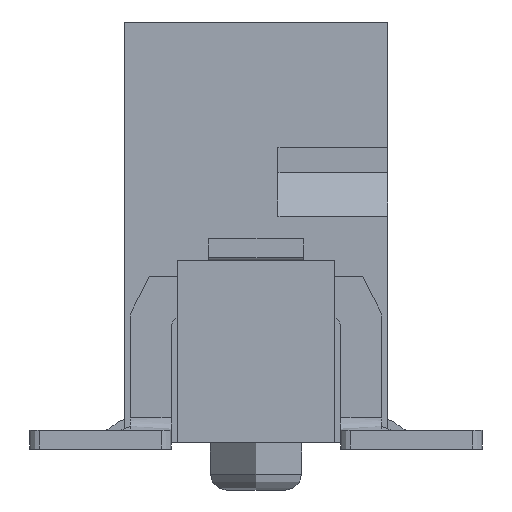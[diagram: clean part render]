
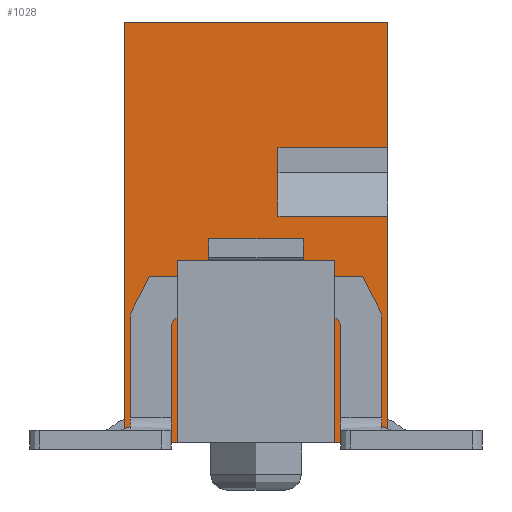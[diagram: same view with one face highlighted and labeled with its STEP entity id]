
A CAD part, left-side view. The second image highlights one B-rep face of the part: STEP entity #1028.
In plain terms, the highlighted planar face has unit normal (-1, 0, 0).
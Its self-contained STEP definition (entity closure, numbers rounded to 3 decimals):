
#252=CARTESIAN_POINT('',(-11.525,-2.1,3.61));
#253=VERTEX_POINT('',#252);
#270=CARTESIAN_POINT('',(-11.525,-0.35,3.61));
#271=VERTEX_POINT('',#270);
#278=CARTESIAN_POINT('',(-11.525,-0.35,3.61));
#279=DIRECTION('',(0.,-1.,0.));
#280=VECTOR('',#279,1.75);
#281=LINE('',#278,#280);
#282=EDGE_CURVE('',#271,#253,#281,.T.);
#292=CARTESIAN_POINT('',(-11.525,-0.35,4.7));
#293=VERTEX_POINT('',#292);
#294=CARTESIAN_POINT('',(-11.525,-0.35,4.7));
#295=DIRECTION('',(0.,0.,-1.));
#296=VECTOR('',#295,1.09);
#297=LINE('',#294,#296);
#298=EDGE_CURVE('',#293,#271,#297,.T.);
#325=CARTESIAN_POINT('',(-11.525,-2.1,4.7));
#326=VERTEX_POINT('',#325);
#333=CARTESIAN_POINT('',(-11.525,-2.1,4.7));
#334=DIRECTION('',(0.,1.,0.));
#335=VECTOR('',#334,1.75);
#336=LINE('',#333,#335);
#337=EDGE_CURVE('',#326,#293,#336,.T.);
#515=CARTESIAN_POINT('',(-11.525,0.7,1.));
#516=VERTEX_POINT('',#515);
#523=CARTESIAN_POINT('',(-11.525,0.75,1.));
#524=VERTEX_POINT('',#523);
#525=CARTESIAN_POINT('',(-11.525,0.7,1.));
#526=DIRECTION('',(0.,1.,0.));
#527=VECTOR('',#526,0.05);
#528=LINE('',#525,#527);
#529=EDGE_CURVE('',#516,#524,#528,.T.);
#545=CARTESIAN_POINT('',(-11.525,-0.75,1.));
#546=VERTEX_POINT('',#545);
#547=CARTESIAN_POINT('',(-11.525,-0.7,1.));
#548=VERTEX_POINT('',#547);
#549=CARTESIAN_POINT('',(-11.525,-0.75,1.));
#550=DIRECTION('',(0.,1.,0.));
#551=VECTOR('',#550,0.05);
#552=LINE('',#549,#551);
#553=EDGE_CURVE('',#546,#548,#552,.T.);
#617=CARTESIAN_POINT('',(-11.525,1.25,0.));
#618=VERTEX_POINT('',#617);
#636=CARTESIAN_POINT('',(-11.525,1.25,1.75));
#637=VERTEX_POINT('',#636);
#644=CARTESIAN_POINT('',(-11.525,1.25,1.75));
#645=DIRECTION('',(0.,0.,-1.));
#646=VECTOR('',#645,1.75);
#647=LINE('',#644,#646);
#648=EDGE_CURVE('',#637,#618,#647,.T.);
#658=CARTESIAN_POINT('',(-11.525,-1.25,0.));
#659=VERTEX_POINT('',#658);
#660=CARTESIAN_POINT('',(-11.525,-1.25,1.75));
#661=VERTEX_POINT('',#660);
#662=CARTESIAN_POINT('',(-11.525,-1.25,0.));
#663=DIRECTION('',(0.,0.,1.));
#664=VECTOR('',#663,1.75);
#665=LINE('',#662,#664);
#666=EDGE_CURVE('',#659,#661,#665,.T.);
#699=CARTESIAN_POINT('',(-11.525,0.9,1.9));
#700=VERTEX_POINT('',#699);
#701=CARTESIAN_POINT('',(-11.525,1.1,1.9));
#702=VERTEX_POINT('',#701);
#703=CARTESIAN_POINT('',(-11.525,0.9,1.9));
#704=DIRECTION('',(0.,1.,0.));
#705=VECTOR('',#704,0.2);
#706=LINE('',#703,#705);
#707=EDGE_CURVE('',#700,#702,#706,.T.);
#739=CARTESIAN_POINT('',(-11.525,-1.1,1.9));
#740=VERTEX_POINT('',#739);
#741=CARTESIAN_POINT('',(-11.525,-0.9,1.9));
#742=VERTEX_POINT('',#741);
#743=CARTESIAN_POINT('',(-11.525,-1.1,1.9));
#744=DIRECTION('',(0.,1.,0.));
#745=VECTOR('',#744,0.2);
#746=LINE('',#743,#745);
#747=EDGE_CURVE('',#740,#742,#746,.T.);
#780=CARTESIAN_POINT('',(-11.525,0.75,1.75));
#781=VERTEX_POINT('',#780);
#782=CARTESIAN_POINT('',(-11.525,0.75,1.));
#783=DIRECTION('',(0.,0.,1.));
#784=VECTOR('',#783,0.75);
#785=LINE('',#782,#784);
#786=EDGE_CURVE('',#524,#781,#785,.T.);
#818=CARTESIAN_POINT('',(-11.525,-0.75,1.75));
#819=VERTEX_POINT('',#818);
#826=CARTESIAN_POINT('',(-11.525,-0.75,1.75));
#827=DIRECTION('',(0.,0.,-1.));
#828=VECTOR('',#827,0.75);
#829=LINE('',#826,#828);
#830=EDGE_CURVE('',#819,#546,#829,.T.);
#842=CARTESIAN_POINT('',(-11.525,-1.25,1.75));
#843=DIRECTION('',(0.,0.707,0.707));
#844=VECTOR('',#843,0.212);
#845=LINE('',#842,#844);
#846=EDGE_CURVE('',#661,#740,#845,.T.);
#870=CARTESIAN_POINT('',(-11.525,-0.9,1.9));
#871=DIRECTION('',(0.,0.707,-0.707));
#872=VECTOR('',#871,0.212);
#873=LINE('',#870,#872);
#874=EDGE_CURVE('',#742,#819,#873,.T.);
#886=CARTESIAN_POINT('',(-11.525,0.75,1.75));
#887=DIRECTION('',(0.,0.707,0.707));
#888=VECTOR('',#887,0.212);
#889=LINE('',#886,#888);
#890=EDGE_CURVE('',#781,#700,#889,.T.);
#914=CARTESIAN_POINT('',(-11.525,1.1,1.9));
#915=DIRECTION('',(0.,0.707,-0.707));
#916=VECTOR('',#915,0.212);
#917=LINE('',#914,#916);
#918=EDGE_CURVE('',#702,#637,#917,.T.);
#924=CARTESIAN_POINT('',(-11.525,0.,3.35));
#925=DIRECTION('',(0.,-1.,0.));
#926=DIRECTION('',(-1.,0.,0.));
#927=AXIS2_PLACEMENT_3D('',#924,#926,#925);
#928=PLANE('',#927);
#929=ORIENTED_EDGE('',*,*,#553,.F.);
#930=ORIENTED_EDGE('',*,*,#830,.F.);
#931=ORIENTED_EDGE('',*,*,#874,.F.);
#932=ORIENTED_EDGE('',*,*,#747,.F.);
#933=ORIENTED_EDGE('',*,*,#846,.F.);
#934=ORIENTED_EDGE('',*,*,#666,.F.);
#935=CARTESIAN_POINT('',(-11.525,-2.1,0.));
#936=VERTEX_POINT('',#935);
#937=CARTESIAN_POINT('',(-11.525,-1.25,0.));
#938=DIRECTION('',(0.,-1.,0.));
#939=VECTOR('',#938,0.85);
#940=LINE('',#937,#939);
#941=EDGE_CURVE('',#659,#936,#940,.T.);
#942=ORIENTED_EDGE('',*,*,#941,.T.);
#943=CARTESIAN_POINT('',(-11.525,-2.1,0.));
#944=DIRECTION('',(0.,0.,1.));
#945=VECTOR('',#944,3.61);
#946=LINE('',#943,#945);
#947=EDGE_CURVE('',#936,#253,#946,.T.);
#948=ORIENTED_EDGE('',*,*,#947,.T.);
#949=ORIENTED_EDGE('',*,*,#282,.F.);
#950=ORIENTED_EDGE('',*,*,#298,.F.);
#951=ORIENTED_EDGE('',*,*,#337,.F.);
#952=CARTESIAN_POINT('',(-11.525,-2.1,6.7));
#953=VERTEX_POINT('',#952);
#954=CARTESIAN_POINT('',(-11.525,-2.1,4.7));
#955=DIRECTION('',(0.,0.,1.));
#956=VECTOR('',#955,2.);
#957=LINE('',#954,#956);
#958=EDGE_CURVE('',#326,#953,#957,.T.);
#959=ORIENTED_EDGE('',*,*,#958,.T.);
#960=CARTESIAN_POINT('',(-11.525,2.1,6.7));
#961=VERTEX_POINT('',#960);
#962=CARTESIAN_POINT('',(-11.525,-2.1,6.7));
#963=DIRECTION('',(0.,1.,0.));
#964=VECTOR('',#963,4.2);
#965=LINE('',#962,#964);
#966=EDGE_CURVE('',#953,#961,#965,.T.);
#967=ORIENTED_EDGE('',*,*,#966,.T.);
#968=CARTESIAN_POINT('',(-11.525,2.1,0.));
#969=VERTEX_POINT('',#968);
#970=CARTESIAN_POINT('',(-11.525,2.1,6.7));
#971=DIRECTION('',(0.,0.,-1.));
#972=VECTOR('',#971,6.7);
#973=LINE('',#970,#972);
#974=EDGE_CURVE('',#961,#969,#973,.T.);
#975=ORIENTED_EDGE('',*,*,#974,.T.);
#976=CARTESIAN_POINT('',(-11.525,2.1,0.));
#977=DIRECTION('',(0.,-1.,0.));
#978=VECTOR('',#977,0.85);
#979=LINE('',#976,#978);
#980=EDGE_CURVE('',#969,#618,#979,.T.);
#981=ORIENTED_EDGE('',*,*,#980,.T.);
#982=ORIENTED_EDGE('',*,*,#648,.F.);
#983=ORIENTED_EDGE('',*,*,#918,.F.);
#984=ORIENTED_EDGE('',*,*,#707,.F.);
#985=ORIENTED_EDGE('',*,*,#890,.F.);
#986=ORIENTED_EDGE('',*,*,#786,.F.);
#987=ORIENTED_EDGE('',*,*,#529,.F.);
#988=CARTESIAN_POINT('',(-11.525,0.697,0.1));
#989=VERTEX_POINT('',#988);
#990=CARTESIAN_POINT('',(-11.525,0.7,1.));
#991=DIRECTION('',(0.,0.,-1.));
#992=VECTOR('',#991,0.9);
#993=LINE('',#990,#992);
#994=EDGE_CURVE('',#516,#989,#993,.T.);
#995=ORIENTED_EDGE('',*,*,#994,.T.);
#996=CARTESIAN_POINT('',(-11.525,0.694,0.75));
#997=VERTEX_POINT('',#996);
#998=CARTESIAN_POINT('',(-11.525,0.694,0.1));
#999=DIRECTION('',(0.,0.,1.));
#1000=VECTOR('',#999,0.65);
#1001=LINE('',#998,#1000);
#1002=EDGE_CURVE('',#989,#997,#1001,.T.);
#1003=ORIENTED_EDGE('',*,*,#1002,.T.);
#1004=CARTESIAN_POINT('',(-11.525,-0.694,0.75));
#1005=VERTEX_POINT('',#1004);
#1006=CARTESIAN_POINT('',(-11.525,0.694,0.75));
#1007=DIRECTION('',(0.,-1.,0.));
#1008=VECTOR('',#1007,1.388);
#1009=LINE('',#1006,#1008);
#1010=EDGE_CURVE('',#997,#1005,#1009,.T.);
#1011=ORIENTED_EDGE('',*,*,#1010,.T.);
#1012=CARTESIAN_POINT('',(-11.525,-0.697,0.1));
#1013=VERTEX_POINT('',#1012);
#1014=CARTESIAN_POINT('',(-11.525,-0.694,0.75));
#1015=DIRECTION('',(0.,0.,-1.));
#1016=VECTOR('',#1015,0.65);
#1017=LINE('',#1014,#1016);
#1018=EDGE_CURVE('',#1005,#1013,#1017,.T.);
#1019=ORIENTED_EDGE('',*,*,#1018,.T.);
#1020=CARTESIAN_POINT('',(-11.525,-0.7,0.1));
#1021=DIRECTION('',(0.,0.,1.));
#1022=VECTOR('',#1021,0.9);
#1023=LINE('',#1020,#1022);
#1024=EDGE_CURVE('',#1013,#548,#1023,.T.);
#1025=ORIENTED_EDGE('',*,*,#1024,.T.);
#1026=EDGE_LOOP('',(#929,#930,#931,#932,#933,#934,#942,#948,#949,#950,#951,#959,#967,#975,#981,#982,#983,#984,#985,#986,#987,#995,#1003,#1011,#1019,#1025));
#1027=FACE_OUTER_BOUND('',#1026,.T.);
#1028=ADVANCED_FACE('',(#1027),#928,.T.);
